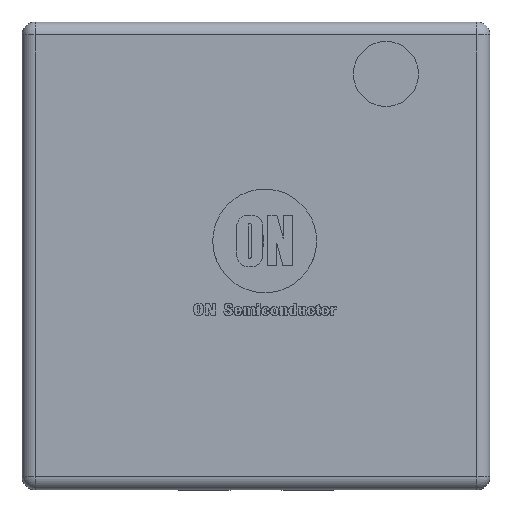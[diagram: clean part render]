
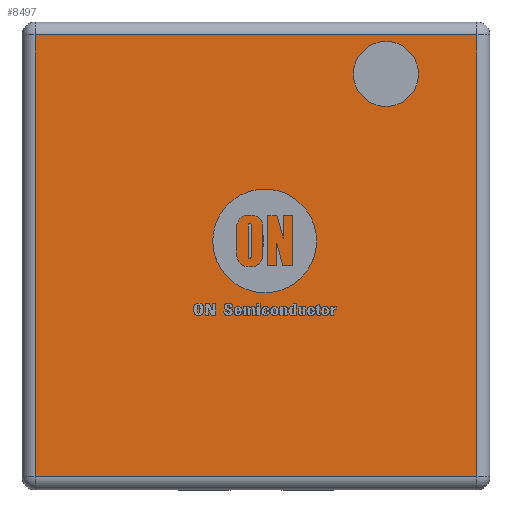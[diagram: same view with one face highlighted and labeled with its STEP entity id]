
A CAD part, top view. The second image highlights one B-rep face of the part: STEP entity #8497.
In plain terms, the highlighted planar face has unit normal (0, 0, 1).
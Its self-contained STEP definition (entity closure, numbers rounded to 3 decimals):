
#709=PLANE('',#9163);
#998=LINE('',#11270,#1868);
#1002=LINE('',#11286,#1872);
#1004=LINE('',#11289,#1874);
#1006=LINE('',#11292,#1876);
#1868=VECTOR('',#9588,10.);
#1872=VECTOR('',#9606,10.);
#1874=VECTOR('',#9610,10.);
#1876=VECTOR('',#9614,10.);
#2755=FACE_OUTER_BOUND('',#3251,.T.);
#3251=EDGE_LOOP('',(#5983,#5984,#5985,#5986));
#3768=VERTEX_POINT('',#11232);
#3773=VERTEX_POINT('',#11245);
#3778=VERTEX_POINT('',#11258);
#3783=VERTEX_POINT('',#11274);
#4639=EDGE_CURVE('',#3768,#3778,#998,.T.);
#4647=EDGE_CURVE('',#3778,#3783,#1002,.T.);
#4649=EDGE_CURVE('',#3783,#3773,#1004,.T.);
#4651=EDGE_CURVE('',#3773,#3768,#1006,.T.);
#5983=ORIENTED_EDGE('',*,*,#4639,.F.);
#5984=ORIENTED_EDGE('',*,*,#4651,.F.);
#5985=ORIENTED_EDGE('',*,*,#4649,.F.);
#5986=ORIENTED_EDGE('',*,*,#4647,.F.);
#8497=ADVANCED_FACE('',(#2755),#709,.T.);
#9163=AXIS2_PLACEMENT_3D('',#11346,#9646,#9647);
#9588=DIRECTION('',(1.,0.,0.));
#9606=DIRECTION('',(0.,-1.,0.));
#9610=DIRECTION('',(-1.,0.,0.));
#9614=DIRECTION('',(0.,1.,0.));
#9646=DIRECTION('center_axis',(0.,0.,1.));
#9647=DIRECTION('ref_axis',(1.,0.,0.));
#11232=CARTESIAN_POINT('',(-0.85,0.85,0.55));
#11245=CARTESIAN_POINT('',(-0.85,-0.85,0.55));
#11258=CARTESIAN_POINT('',(0.85,0.85,0.55));
#11270=CARTESIAN_POINT('',(0.45,0.85,0.55));
#11274=CARTESIAN_POINT('',(0.85,-0.85,0.55));
#11286=CARTESIAN_POINT('',(0.85,-0.45,0.55));
#11289=CARTESIAN_POINT('',(-0.45,-0.85,0.55));
#11292=CARTESIAN_POINT('',(-0.85,0.45,0.55));
#11346=CARTESIAN_POINT('Origin',(0.,0.,0.55));
